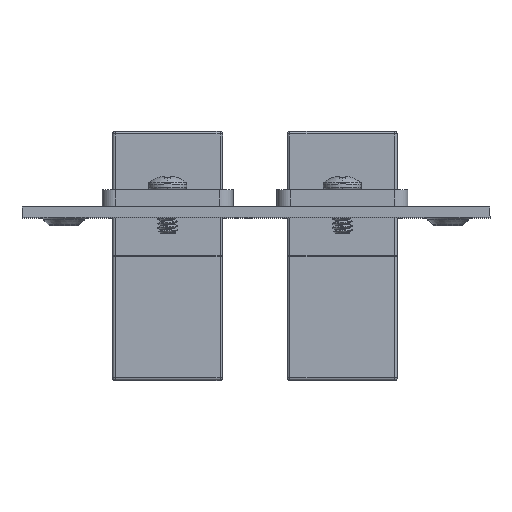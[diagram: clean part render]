
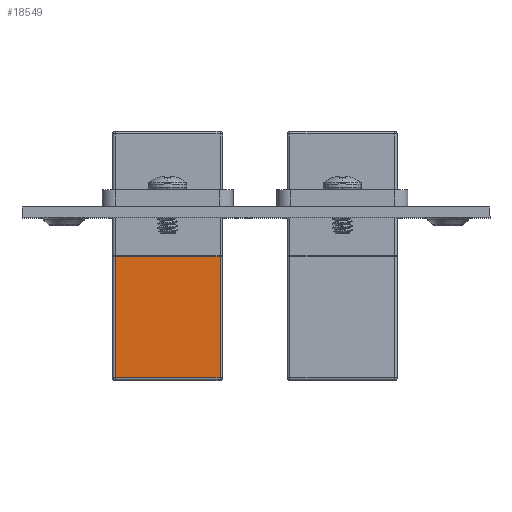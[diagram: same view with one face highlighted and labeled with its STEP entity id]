
A CAD part, top view. The second image highlights one B-rep face of the part: STEP entity #18549.
In plain terms, the highlighted face is planar.
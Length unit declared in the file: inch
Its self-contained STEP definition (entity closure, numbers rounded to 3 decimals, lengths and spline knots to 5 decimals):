
#246 = CARTESIAN_POINT ( 'NONE',  ( -0.3, -0.435, 0.697 ) ) ;
#1611 = VECTOR ( 'NONE', #12922, 39.37008 ) ;
#1991 = LINE ( 'NONE', #19792, #7095 ) ;
#3041 = CARTESIAN_POINT ( 'NONE',  ( 0.3, -0.435, 0.697 ) ) ;
#3688 = ORIENTED_EDGE ( 'NONE', *, *, #20855, .T. ) ;
#4593 = DIRECTION ( 'NONE',  ( 0., 0., 1. ) ) ;
#5596 = ORIENTED_EDGE ( 'NONE', *, *, #22891, .T. ) ;
#6143 = ORIENTED_EDGE ( 'NONE', *, *, #12468, .T. ) ;
#6376 = CARTESIAN_POINT ( 'NONE',  ( -0.315, -0.435, 0.712 ) ) ;
#6472 = DIRECTION ( 'NONE',  ( 0., 0., 1. ) ) ;
#7095 = VECTOR ( 'NONE', #4593, 39.37008 ) ;
#8263 = VERTEX_POINT ( 'NONE', #13050 ) ;
#8891 = VERTEX_POINT ( 'NONE', #246 ) ;
#10323 = CARTESIAN_POINT ( 'NONE',  ( 0.3, -0.435, 0. ) ) ;
#12468 = EDGE_CURVE ( 'NONE', #27126, #8891, #24768, .T. ) ;
#12922 = DIRECTION ( 'NONE',  ( -1., 0., 0. ) ) ;
#12961 = PLANE ( 'NONE',  #25619 ) ;
#13050 = CARTESIAN_POINT ( 'NONE',  ( -0.3, -0.435, 0. ) ) ;
#14472 = VECTOR ( 'NONE', #19864, 39.37008 ) ;
#14824 = EDGE_CURVE ( 'NONE', #8891, #8263, #20913, .T. ) ;
#17261 = CARTESIAN_POINT ( 'NONE',  ( -0.315, -0.435, 0.697 ) ) ;
#17280 = CARTESIAN_POINT ( 'NONE',  ( -0.315, -0.435, 0. ) ) ;
#18549 = ADVANCED_FACE ( 'NONE', ( #24957 ), #12961, .F. ) ;
#18650 = VECTOR ( 'NONE', #19444, 39.37008 ) ;
#19444 = DIRECTION ( 'NONE',  ( 1., 0., 0. ) ) ;
#19473 = DIRECTION ( 'NONE',  ( 0., 1., 0. ) ) ;
#19792 = CARTESIAN_POINT ( 'NONE',  ( 0.3, -0.435, 0.712 ) ) ;
#19864 = DIRECTION ( 'NONE',  ( 0., 0., -1. ) ) ;
#20082 = EDGE_LOOP ( 'NONE', ( #6143, #25775, #3688, #5596 ) ) ;
#20855 = EDGE_CURVE ( 'NONE', #8263, #23289, #24496, .T. ) ;
#20913 = LINE ( 'NONE', #26363, #14472 ) ;
#22891 = EDGE_CURVE ( 'NONE', #23289, #27126, #1991, .T. ) ;
#23289 = VERTEX_POINT ( 'NONE', #10323 ) ;
#24496 = LINE ( 'NONE', #17280, #18650 ) ;
#24768 = LINE ( 'NONE', #17261, #1611 ) ;
#24957 = FACE_OUTER_BOUND ( 'NONE', #20082, .T. ) ;
#25619 = AXIS2_PLACEMENT_3D ( 'NONE', #6376, #19473, #6472 ) ;
#25775 = ORIENTED_EDGE ( 'NONE', *, *, #14824, .T. ) ;
#26363 = CARTESIAN_POINT ( 'NONE',  ( -0.3, -0.435, 0.712 ) ) ;
#27126 = VERTEX_POINT ( 'NONE', #3041 ) ;
